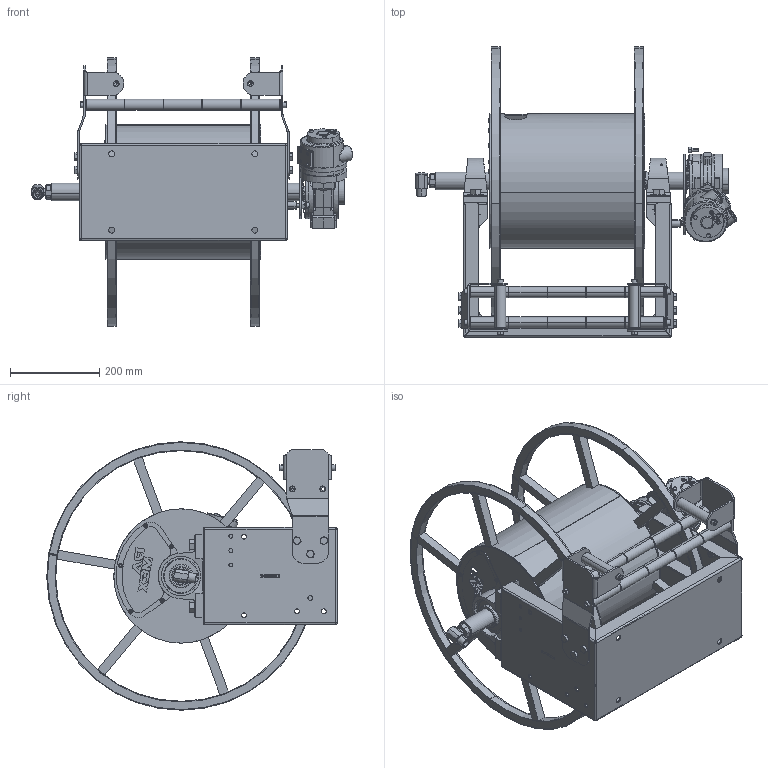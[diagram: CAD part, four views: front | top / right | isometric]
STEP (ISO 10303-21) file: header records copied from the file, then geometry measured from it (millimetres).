
FILE_DESCRIPTION (( 'STEP AP214' ), '1' );
FILE_NAME ('AVPN8000.STEP', '2024-03-12T11:44:27', ( '' ), ( '' ), 'SwSTEP 2.0', 'SolidWorks 2021', '' );
FILE_SCHEMA (( 'AUTOMOTIVE_DESIGN' ));
Length unit declared in the file: millimetre
Products named in the file (1): AVPN8000
Bounding box: 717.64 x 649.18 x 600 mm (x, y, z)
Surface area: 2855314 mm2 (no closed solid volume)
Topology: 0 solids, 127 shells, 1269 faces, 4244 edges, 2962 vertices
Faces by surface type: plane 623, cylinder 386, cone 166, torus 42, bspline 38, sphere 14
Entity records: 75094 total; most frequent: CARTESIAN_POINT 24685, DIRECTION 7729, ORIENTED_EDGE 6684, EDGE_CURVE 4230, VERTEX_POINT 2962, AXIS2_PLACEMENT_3D 2763, LINE 2203, VECTOR 2203
